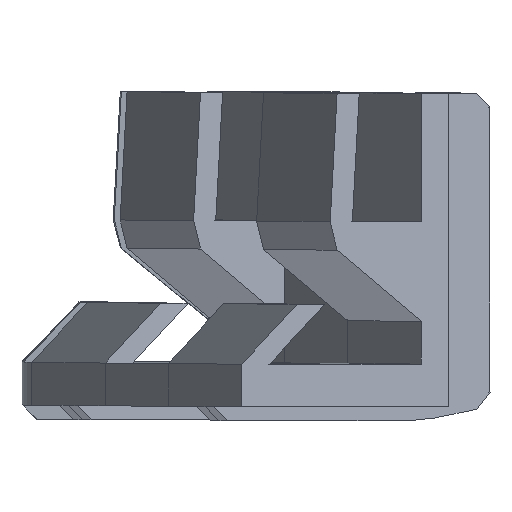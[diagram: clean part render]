
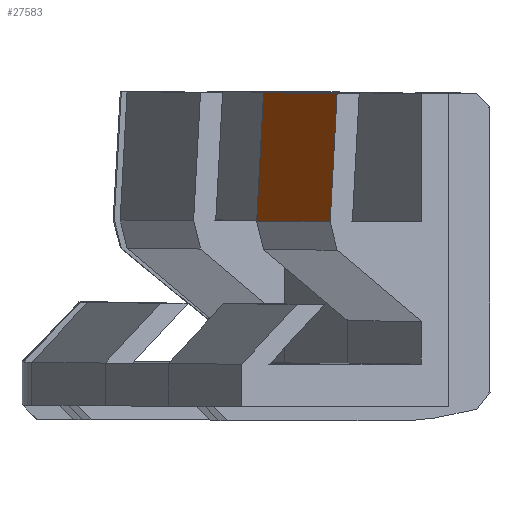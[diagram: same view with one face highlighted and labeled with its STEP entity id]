
A CAD part, left-side view. The second image highlights one B-rep face of the part: STEP entity #27583.
In plain terms, the highlighted face is planar.
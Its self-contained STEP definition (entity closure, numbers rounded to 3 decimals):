
#25688 = PLANE('',#25689);
#25689 = AXIS2_PLACEMENT_3D('',#25690,#25691,#25692);
#25690 = CARTESIAN_POINT('',(-10.5,5.766,9.503));
#25691 = DIRECTION('',(-1.,0.,0.));
#25692 = DIRECTION('',(0.,0.,1.));
#26122 = PLANE('',#26123);
#26123 = AXIS2_PLACEMENT_3D('',#26124,#26125,#26126);
#26124 = CARTESIAN_POINT('',(10.5,5.766,9.503));
#26125 = DIRECTION('',(-1.,0.,0.));
#26126 = DIRECTION('',(0.,0.,1.));
#26382 = VERTEX_POINT('',#26383);
#26383 = CARTESIAN_POINT('',(-10.5,8.1,22.));
#26397 = PLANE('',#26398);
#26398 = AXIS2_PLACEMENT_3D('',#26399,#26400,#26401);
#26399 = CARTESIAN_POINT('',(0.,6.5,22.));
#26400 = DIRECTION('',(0.,0.,-1.));
#26401 = DIRECTION('',(0.,1.,0.));
#26409 = EDGE_CURVE('',#26382,#26410,#26412,.T.);
#26410 = VERTEX_POINT('',#26411);
#26411 = CARTESIAN_POINT('',(-10.5,8.6,13.));
#26412 = SURFACE_CURVE('',#26413,(#26417,#26424),.PCURVE_S1.);
#26413 = LINE('',#26414,#26415);
#26414 = CARTESIAN_POINT('',(-10.5,8.1,22.));
#26415 = VECTOR('',#26416,1.);
#26416 = DIRECTION('',(0.,0.055,-0.998));
#26417 = PCURVE('',#25688,#26418);
#26418 = DEFINITIONAL_REPRESENTATION('',(#26419),#26423);
#26419 = LINE('',#26420,#26421);
#26420 = CARTESIAN_POINT('',(12.497,2.334));
#26421 = VECTOR('',#26422,1.);
#26422 = DIRECTION('',(-0.998,0.055));
#26423 = ( GEOMETRIC_REPRESENTATION_CONTEXT(2) 
PARAMETRIC_REPRESENTATION_CONTEXT() REPRESENTATION_CONTEXT('2D SPACE',''
  ) );
#26424 = PCURVE('',#26425,#26430);
#26425 = PLANE('',#26426);
#26426 = AXIS2_PLACEMENT_3D('',#26427,#26428,#26429);
#26427 = CARTESIAN_POINT('',(0.,8.1,22.));
#26428 = DIRECTION('',(-0.,-0.998,-0.055));
#26429 = DIRECTION('',(0.,0.055,-0.998));
#26430 = DEFINITIONAL_REPRESENTATION('',(#26431),#26435);
#26431 = LINE('',#26432,#26433);
#26432 = CARTESIAN_POINT('',(0.,-10.5));
#26433 = VECTOR('',#26434,1.);
#26434 = DIRECTION('',(1.,0.));
#26435 = ( GEOMETRIC_REPRESENTATION_CONTEXT(2) 
PARAMETRIC_REPRESENTATION_CONTEXT() REPRESENTATION_CONTEXT('2D SPACE',''
  ) );
#26453 = PLANE('',#26454);
#26454 = AXIS2_PLACEMENT_3D('',#26455,#26456,#26457);
#26455 = CARTESIAN_POINT('',(0.,8.6,13.));
#26456 = DIRECTION('',(0.,-0.97,0.243));
#26457 = DIRECTION('',(-0.,-0.243,-0.97));
#27228 = VERTEX_POINT('',#27229);
#27229 = CARTESIAN_POINT('',(10.5,8.1,22.));
#27250 = EDGE_CURVE('',#27228,#27251,#27253,.T.);
#27251 = VERTEX_POINT('',#27252);
#27252 = CARTESIAN_POINT('',(10.5,8.6,13.));
#27253 = SURFACE_CURVE('',#27254,(#27258,#27265),.PCURVE_S1.);
#27254 = LINE('',#27255,#27256);
#27255 = CARTESIAN_POINT('',(10.5,8.1,22.));
#27256 = VECTOR('',#27257,1.);
#27257 = DIRECTION('',(0.,0.055,-0.998));
#27258 = PCURVE('',#26122,#27259);
#27259 = DEFINITIONAL_REPRESENTATION('',(#27260),#27264);
#27260 = LINE('',#27261,#27262);
#27261 = CARTESIAN_POINT('',(12.497,2.334));
#27262 = VECTOR('',#27263,1.);
#27263 = DIRECTION('',(-0.998,0.055));
#27264 = ( GEOMETRIC_REPRESENTATION_CONTEXT(2) 
PARAMETRIC_REPRESENTATION_CONTEXT() REPRESENTATION_CONTEXT('2D SPACE',''
  ) );
#27265 = PCURVE('',#26425,#27266);
#27266 = DEFINITIONAL_REPRESENTATION('',(#27267),#27271);
#27267 = LINE('',#27268,#27269);
#27268 = CARTESIAN_POINT('',(0.,10.5));
#27269 = VECTOR('',#27270,1.);
#27270 = DIRECTION('',(1.,0.));
#27271 = ( GEOMETRIC_REPRESENTATION_CONTEXT(2) 
PARAMETRIC_REPRESENTATION_CONTEXT() REPRESENTATION_CONTEXT('2D SPACE',''
  ) );
#27561 = EDGE_CURVE('',#27228,#26382,#27562,.T.);
#27562 = SURFACE_CURVE('',#27563,(#27567,#27574),.PCURVE_S1.);
#27563 = LINE('',#27564,#27565);
#27564 = CARTESIAN_POINT('',(10.5,8.1,22.));
#27565 = VECTOR('',#27566,1.);
#27566 = DIRECTION('',(-1.,0.,0.));
#27567 = PCURVE('',#26397,#27568);
#27568 = DEFINITIONAL_REPRESENTATION('',(#27569),#27573);
#27569 = LINE('',#27570,#27571);
#27570 = CARTESIAN_POINT('',(1.6,10.5));
#27571 = VECTOR('',#27572,1.);
#27572 = DIRECTION('',(0.,-1.));
#27573 = ( GEOMETRIC_REPRESENTATION_CONTEXT(2) 
PARAMETRIC_REPRESENTATION_CONTEXT() REPRESENTATION_CONTEXT('2D SPACE',''
  ) );
#27574 = PCURVE('',#26425,#27575);
#27575 = DEFINITIONAL_REPRESENTATION('',(#27576),#27580);
#27576 = LINE('',#27577,#27578);
#27577 = CARTESIAN_POINT('',(0.,10.5));
#27578 = VECTOR('',#27579,1.);
#27579 = DIRECTION('',(0.,-1.));
#27580 = ( GEOMETRIC_REPRESENTATION_CONTEXT(2) 
PARAMETRIC_REPRESENTATION_CONTEXT() REPRESENTATION_CONTEXT('2D SPACE',''
  ) );
#27583 = ADVANCED_FACE('',(#27584),#26425,.F.);
#27584 = FACE_BOUND('',#27585,.F.);
#27585 = EDGE_LOOP('',(#27586,#27587,#27608,#27609));
#27586 = ORIENTED_EDGE('',*,*,#26409,.T.);
#27587 = ORIENTED_EDGE('',*,*,#27588,.F.);
#27588 = EDGE_CURVE('',#27251,#26410,#27589,.T.);
#27589 = SURFACE_CURVE('',#27590,(#27594,#27601),.PCURVE_S1.);
#27590 = LINE('',#27591,#27592);
#27591 = CARTESIAN_POINT('',(10.5,8.6,13.));
#27592 = VECTOR('',#27593,1.);
#27593 = DIRECTION('',(-1.,0.,0.));
#27594 = PCURVE('',#26425,#27595);
#27595 = DEFINITIONAL_REPRESENTATION('',(#27596),#27600);
#27596 = LINE('',#27597,#27598);
#27597 = CARTESIAN_POINT('',(9.014,10.5));
#27598 = VECTOR('',#27599,1.);
#27599 = DIRECTION('',(0.,-1.));
#27600 = ( GEOMETRIC_REPRESENTATION_CONTEXT(2) 
PARAMETRIC_REPRESENTATION_CONTEXT() REPRESENTATION_CONTEXT('2D SPACE',''
  ) );
#27601 = PCURVE('',#26453,#27602);
#27602 = DEFINITIONAL_REPRESENTATION('',(#27603),#27607);
#27603 = LINE('',#27604,#27605);
#27604 = CARTESIAN_POINT('',(-0.,10.5));
#27605 = VECTOR('',#27606,1.);
#27606 = DIRECTION('',(0.,-1.));
#27607 = ( GEOMETRIC_REPRESENTATION_CONTEXT(2) 
PARAMETRIC_REPRESENTATION_CONTEXT() REPRESENTATION_CONTEXT('2D SPACE',''
  ) );
#27608 = ORIENTED_EDGE('',*,*,#27250,.F.);
#27609 = ORIENTED_EDGE('',*,*,#27561,.T.);
